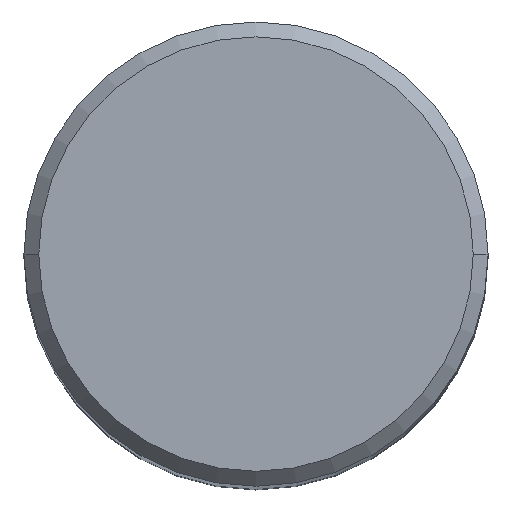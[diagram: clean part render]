
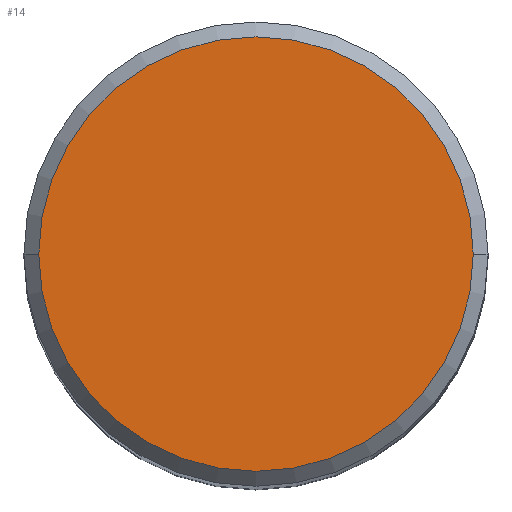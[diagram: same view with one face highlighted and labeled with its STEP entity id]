
A CAD part, top view. The second image highlights one B-rep face of the part: STEP entity #14.
In plain terms, the highlighted planar face has unit normal (0, 0, 1).
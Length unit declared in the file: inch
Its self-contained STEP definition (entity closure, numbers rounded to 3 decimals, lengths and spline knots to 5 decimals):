
#14 = ADVANCED_FACE ( 'NONE', ( #397 ), #265, .F. ) ;
#21 = VERTEX_POINT ( 'NONE', #92 ) ;
#28 = DIRECTION ( 'NONE',  ( 0., 0., -1. ) ) ;
#33 = CIRCLE ( 'NONE', #440, 0.2925 ) ;
#58 = CARTESIAN_POINT ( 'NONE',  ( 0., 0.2925, 0. ) ) ;
#63 = DIRECTION ( 'NONE',  ( -1., 0., 0. ) ) ;
#65 = EDGE_LOOP ( 'NONE', ( #224, #123 ) ) ;
#92 = CARTESIAN_POINT ( 'NONE',  ( 0.2925, 0., 0. ) ) ;
#104 = CIRCLE ( 'NONE', #150, 0.2925 ) ;
#123 = ORIENTED_EDGE ( 'NONE', *, *, #315, .T. ) ;
#150 = AXIS2_PLACEMENT_3D ( 'NONE', #366, #168, #375 ) ;
#168 = DIRECTION ( 'NONE',  ( 0., 0., 1. ) ) ;
#224 = ORIENTED_EDGE ( 'NONE', *, *, #253, .T. ) ;
#253 = EDGE_CURVE ( 'NONE', #391, #21, #33, .T. ) ;
#265 = PLANE ( 'NONE',  #310 ) ;
#272 = DIRECTION ( 'NONE',  ( 1., 0., 0. ) ) ;
#306 = CARTESIAN_POINT ( 'NONE',  ( 0., 0., 0. ) ) ;
#310 = AXIS2_PLACEMENT_3D ( 'NONE', #58, #28, #63 ) ;
#315 = EDGE_CURVE ( 'NONE', #21, #391, #104, .T. ) ;
#337 = CARTESIAN_POINT ( 'NONE',  ( -0.2925, 0., 0. ) ) ;
#350 = DIRECTION ( 'NONE',  ( 0., 0., 1. ) ) ;
#366 = CARTESIAN_POINT ( 'NONE',  ( 0., 0., 0. ) ) ;
#375 = DIRECTION ( 'NONE',  ( 1., 0., 0. ) ) ;
#391 = VERTEX_POINT ( 'NONE', #337 ) ;
#397 = FACE_OUTER_BOUND ( 'NONE', #65, .T. ) ;
#440 = AXIS2_PLACEMENT_3D ( 'NONE', #306, #350, #272 ) ;
